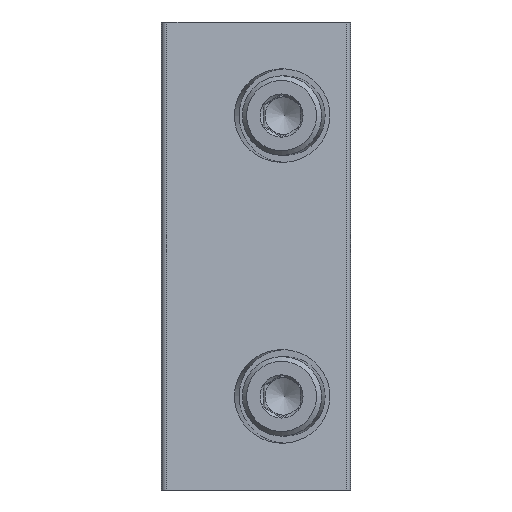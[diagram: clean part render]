
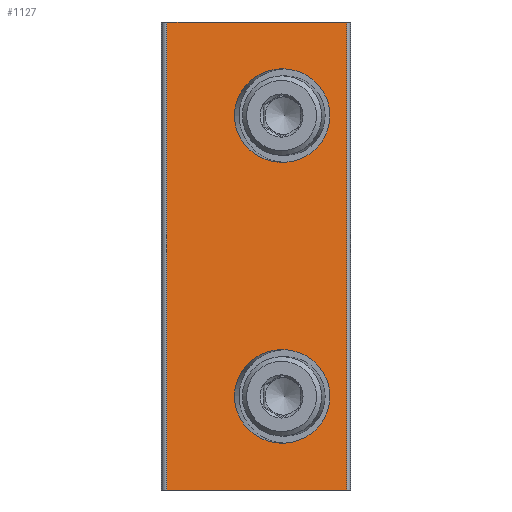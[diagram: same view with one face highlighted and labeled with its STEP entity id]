
A CAD part, left-side view. The second image highlights one B-rep face of the part: STEP entity #1127.
In plain terms, the highlighted face is planar.
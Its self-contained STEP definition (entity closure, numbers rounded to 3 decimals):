
#82=ELLIPSE('',#1249,5.176,5.);
#83=ELLIPSE('',#1250,5.176,5.);
#200=ORIENTED_EDGE('',*,*,#494,.F.);
#201=ORIENTED_EDGE('',*,*,#495,.F.);
#202=ORIENTED_EDGE('',*,*,#496,.T.);
#203=ORIENTED_EDGE('',*,*,#497,.F.);
#204=ORIENTED_EDGE('',*,*,#498,.F.);
#205=ORIENTED_EDGE('',*,*,#492,.T.);
#492=EDGE_CURVE('',#636,#635,#737,.T.);
#494=EDGE_CURVE('',#637,#637,#82,.F.);
#495=EDGE_CURVE('',#638,#638,#83,.F.);
#496=EDGE_CURVE('',#635,#639,#738,.T.);
#497=EDGE_CURVE('',#640,#639,#739,.T.);
#498=EDGE_CURVE('',#636,#640,#740,.T.);
#635=VERTEX_POINT('',#1805);
#636=VERTEX_POINT('',#1807);
#637=VERTEX_POINT('',#1811);
#638=VERTEX_POINT('',#1813);
#639=VERTEX_POINT('',#1815);
#640=VERTEX_POINT('',#1817);
#737=LINE('',#1806,#820);
#738=LINE('',#1814,#821);
#739=LINE('',#1816,#822);
#740=LINE('',#1818,#823);
#820=VECTOR('',#1430,1000.);
#821=VECTOR('',#1439,1000.);
#822=VECTOR('',#1440,1000.);
#823=VECTOR('',#1441,1000.);
#890=EDGE_LOOP('',(#200));
#891=EDGE_LOOP('',(#201));
#892=EDGE_LOOP('',(#202,#203,#204,#205));
#989=FACE_BOUND('',#890,.T.);
#990=FACE_BOUND('',#891,.T.);
#991=FACE_BOUND('',#892,.T.);
#1086=PLANE('',#1248);
#1127=ADVANCED_FACE('',(#989,#990,#991),#1086,.F.);
#1248=AXIS2_PLACEMENT_3D('',#1809,#1433,#1434);
#1249=AXIS2_PLACEMENT_3D('',#1810,#1435,#1436);
#1250=AXIS2_PLACEMENT_3D('',#1812,#1437,#1438);
#1430=DIRECTION('',(0.,0.,-1.));
#1433=DIRECTION('',(-0.985,0.174,0.));
#1434=DIRECTION('',(-0.174,-0.985,0.));
#1435=DIRECTION('',(-0.985,0.174,0.));
#1436=DIRECTION('',(0.174,0.985,0.));
#1437=DIRECTION('',(-0.985,0.174,0.));
#1438=DIRECTION('',(0.174,0.985,0.));
#1439=DIRECTION('',(0.174,0.985,0.));
#1440=DIRECTION('',(0.,0.,-1.));
#1441=DIRECTION('',(0.174,0.985,0.));
#1805=CARTESIAN_POINT('',(6.956,0.413,-25.));
#1806=CARTESIAN_POINT('',(6.956,0.413,25.));
#1807=CARTESIAN_POINT('',(6.956,0.413,25.));
#1809=CARTESIAN_POINT('',(6.956,0.413,25.));
#1810=CARTESIAN_POINT('',(8.171,7.3,-15.));
#1811=CARTESIAN_POINT('',(9.07,12.398,-15.));
#1812=CARTESIAN_POINT('',(8.171,7.3,15.));
#1813=CARTESIAN_POINT('',(9.07,12.398,15.));
#1814=CARTESIAN_POINT('',(6.956,0.413,-25.));
#1815=CARTESIAN_POINT('',(10.342,19.613,-25.));
#1816=CARTESIAN_POINT('',(10.342,19.613,25.));
#1817=CARTESIAN_POINT('',(10.342,19.613,25.));
#1818=CARTESIAN_POINT('',(6.956,0.413,25.));
